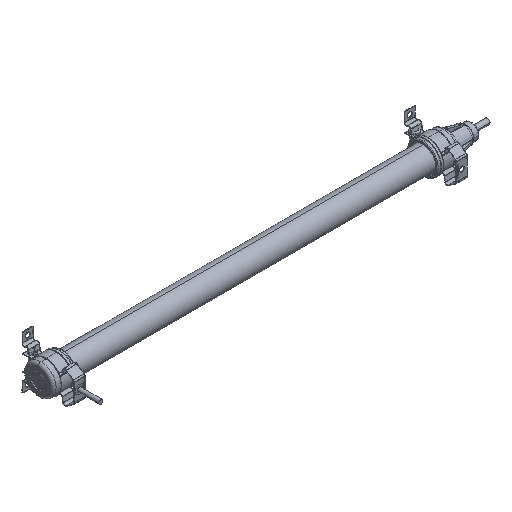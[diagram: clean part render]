
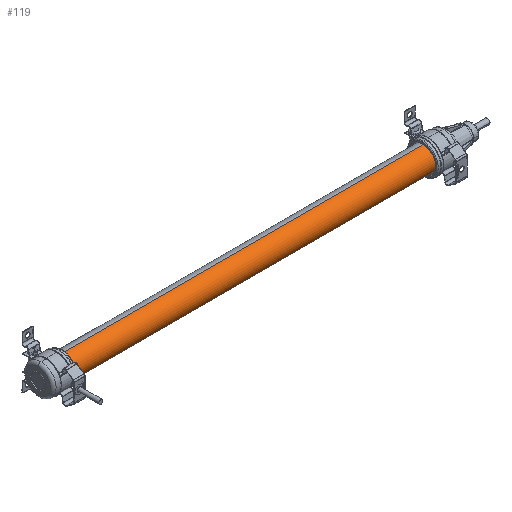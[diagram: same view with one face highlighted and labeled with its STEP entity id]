
A CAD part, isometric view. The second image highlights one B-rep face of the part: STEP entity #119.
In plain terms, the highlighted cylindrical face has radius 13.9 mm (diameter 27.8 mm), a partial arc.
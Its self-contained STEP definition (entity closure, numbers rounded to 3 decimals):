
#7=CARTESIAN_POINT('',(-232.5,0.,0.));
#8=DIRECTION('',(1.,0.,0.));
#9=DIRECTION('',(0.,0.,1.));
#10=AXIS2_PLACEMENT_3D('',#7,#8,#9);
#22=DIRECTION('',(1.,0.,0.));
#23=VECTOR('',#22,465.);
#24=CARTESIAN_POINT('',(-232.5,0.,-13.9));
#25=LINE('',#24,#23);
#26=DIRECTION('',(1.,0.,0.));
#27=VECTOR('',#26,465.);
#28=CARTESIAN_POINT('',(-232.5,0.,13.9));
#29=LINE('',#28,#27);
#35=CARTESIAN_POINT('',(232.5,0.,0.));
#36=DIRECTION('',(1.,0.,0.));
#37=DIRECTION('',(0.,0.,1.));
#38=AXIS2_PLACEMENT_3D('',#35,#36,#37);
#58=CARTESIAN_POINT('',(-232.5,0.,-13.9));
#59=CARTESIAN_POINT('',(-232.5,0.,13.9));
#60=VERTEX_POINT('',#58);
#61=VERTEX_POINT('',#59);
#62=CARTESIAN_POINT('',(232.5,0.,-13.9));
#63=CARTESIAN_POINT('',(232.5,0.,13.9));
#64=VERTEX_POINT('',#62);
#65=VERTEX_POINT('',#63);
#107=CARTESIAN_POINT('',(-232.5,0.,0.));
#108=DIRECTION('',(1.,0.,0.));
#109=DIRECTION('',(0.,0.,-1.));
#110=AXIS2_PLACEMENT_3D('',#107,#108,#109);
#111=CYLINDRICAL_SURFACE('',#110,13.9);
#112=ORIENTED_EDGE('',*,*,#81,.F.);
#113=ORIENTED_EDGE('',*,*,#102,.T.);
#115=ORIENTED_EDGE('',*,*,#114,.T.);
#116=ORIENTED_EDGE('',*,*,#98,.F.);
#117=EDGE_LOOP('',(#112,#113,#115,#116));
#118=FACE_OUTER_BOUND('',#117,.F.);
#119=ADVANCED_FACE('',(#118),#111,.T.);
#11=CIRCLE('',#10,13.9);
#39=CIRCLE('',#38,13.9);
#81=EDGE_CURVE('',#61,#60,#11,.T.);
#98=EDGE_CURVE('',#60,#64,#25,.T.);
#102=EDGE_CURVE('',#61,#65,#29,.T.);
#114=EDGE_CURVE('',#65,#64,#39,.T.);
